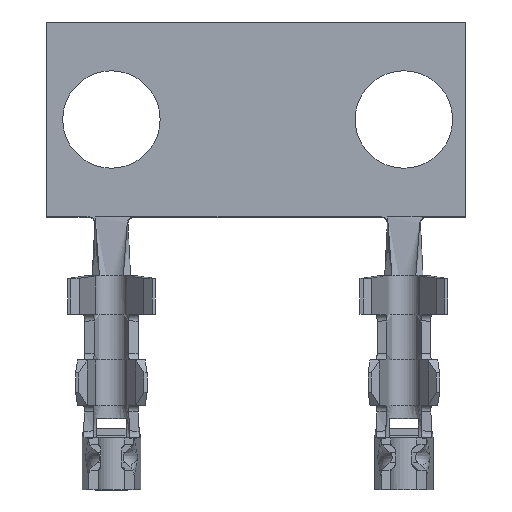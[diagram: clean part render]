
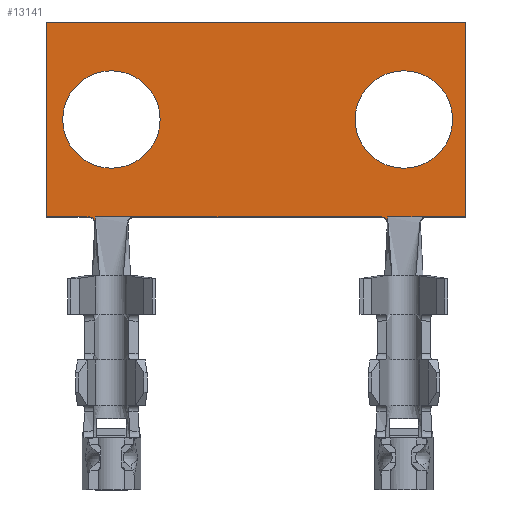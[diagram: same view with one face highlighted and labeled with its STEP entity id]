
A CAD part, top view. The second image highlights one B-rep face of the part: STEP entity #13141.
In plain terms, the highlighted planar face has unit normal (0, 0, 1).
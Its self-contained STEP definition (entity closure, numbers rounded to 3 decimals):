
#37=CARTESIAN_POINT('',(-1.,4.2,0.15));
#38=VERTEX_POINT('',#37);
#45=CARTESIAN_POINT('',(-1.,7.2,0.15));
#46=VERTEX_POINT('',#45);
#47=CARTESIAN_POINT('',(-1.,4.2,0.15));
#48=DIRECTION('',(0.,1.,0.));
#49=VECTOR('',#48,3.);
#50=LINE('',#47,#49);
#51=EDGE_CURVE('',#38,#46,#50,.T.);
#76=CARTESIAN_POINT('',(5.45,7.2,0.15));
#77=VERTEX_POINT('',#76);
#78=CARTESIAN_POINT('',(-1.,7.2,0.15));
#79=DIRECTION('',(1.,0.,0.));
#80=VECTOR('',#79,6.45);
#81=LINE('',#78,#80);
#82=EDGE_CURVE('',#46,#77,#81,.T.);
#106=CARTESIAN_POINT('',(5.45,4.2,0.15));
#107=VERTEX_POINT('',#106);
#123=CARTESIAN_POINT('',(5.45,7.2,0.15));
#124=DIRECTION('',(0.,-1.,0.));
#125=VECTOR('',#124,3.);
#126=LINE('',#123,#125);
#127=EDGE_CURVE('',#77,#107,#126,.T.);
#161=CARTESIAN_POINT('',(4.844,4.2,0.15));
#162=VERTEX_POINT('',#161);
#172=CARTESIAN_POINT('',(4.25,4.2,0.15));
#173=VERTEX_POINT('',#172);
#174=CARTESIAN_POINT('',(4.844,4.2,0.15));
#175=DIRECTION('',(-1.,0.,0.));
#176=VECTOR('',#175,0.594);
#177=LINE('',#174,#176);
#178=EDGE_CURVE('',#162,#173,#177,.T.);
#235=CARTESIAN_POINT('',(0.344,4.2,0.15));
#236=VERTEX_POINT('',#235);
#246=CARTESIAN_POINT('',(-0.25,4.2,0.15));
#247=VERTEX_POINT('',#246);
#248=CARTESIAN_POINT('',(0.344,4.2,0.15));
#249=DIRECTION('',(-1.,0.,0.));
#250=VECTOR('',#249,0.594);
#251=LINE('',#248,#250);
#252=EDGE_CURVE('',#236,#247,#251,.T.);
#12787=CARTESIAN_POINT('',(-0.244,4.106,0.15));
#12788=VERTEX_POINT('',#12787);
#12789=CARTESIAN_POINT('',(-0.344,4.2,0.15));
#12790=VERTEX_POINT('',#12789);
#12791=CARTESIAN_POINT('',(-0.244,4.106,0.15));
#12792=CARTESIAN_POINT('',(-0.247,4.159,0.15));
#12793=CARTESIAN_POINT('',(-0.291,4.2,0.15));
#12794=CARTESIAN_POINT('',(-0.344,4.2,0.15));
#12795=B_SPLINE_CURVE_WITH_KNOTS('',3,(#12791,#12792,#12793,#12794),.UNSPECIFIED.,.F.,.U.,(4,4),(0.,1.),.UNSPECIFIED.);
#12796=EDGE_CURVE('',#12788,#12790,#12795,.T.);
#12941=CARTESIAN_POINT('',(4.256,4.106,0.15));
#12942=VERTEX_POINT('',#12941);
#12943=CARTESIAN_POINT('',(4.156,4.2,0.15));
#12944=VERTEX_POINT('',#12943);
#12945=CARTESIAN_POINT('',(4.256,4.106,0.15));
#12946=CARTESIAN_POINT('',(4.253,4.159,0.15));
#12947=CARTESIAN_POINT('',(4.209,4.2,0.15));
#12948=CARTESIAN_POINT('',(4.156,4.2,0.15));
#12949=B_SPLINE_CURVE_WITH_KNOTS('',3,(#12945,#12946,#12947,#12948),.UNSPECIFIED.,.F.,.U.,(4,4),(0.,1.),.UNSPECIFIED.);
#12950=EDGE_CURVE('',#12942,#12944,#12949,.T.);
#12979=CARTESIAN_POINT('',(-0.25,4.2,0.15));
#12980=CARTESIAN_POINT('',(-0.247,4.153,0.15));
#12981=CARTESIAN_POINT('',(-0.244,4.106,0.15));
#12982=B_SPLINE_CURVE_WITH_KNOTS('',2,(#12979,#12980,#12981),.UNSPECIFIED.,.F.,.U.,(3,3),(0.,1.),.UNSPECIFIED.);
#12983=EDGE_CURVE('',#247,#12788,#12982,.T.);
#12997=CARTESIAN_POINT('',(4.25,4.2,0.15));
#12998=CARTESIAN_POINT('',(4.253,4.153,0.15));
#12999=CARTESIAN_POINT('',(4.256,4.106,0.15));
#13000=B_SPLINE_CURVE_WITH_KNOTS('',2,(#12997,#12998,#12999),.UNSPECIFIED.,.F.,.U.,(3,3),(0.,1.),.UNSPECIFIED.);
#13001=EDGE_CURVE('',#173,#12942,#13000,.T.);
#13028=CARTESIAN_POINT('',(4.156,4.2,0.15));
#13029=DIRECTION('',(-1.,0.,0.));
#13030=VECTOR('',#13029,3.812);
#13031=LINE('',#13028,#13030);
#13032=EDGE_CURVE('',#12944,#236,#13031,.T.);
#13056=CARTESIAN_POINT('',(-0.344,4.2,0.15));
#13057=DIRECTION('',(-1.,0.,0.));
#13058=VECTOR('',#13057,0.656);
#13059=LINE('',#13056,#13058);
#13060=EDGE_CURVE('',#12790,#38,#13059,.T.);
#13083=CARTESIAN_POINT('',(5.45,4.2,0.15));
#13084=DIRECTION('',(-1.,0.,0.));
#13085=VECTOR('',#13084,0.606);
#13086=LINE('',#13083,#13085);
#13087=EDGE_CURVE('',#107,#162,#13086,.T.);
#13100=CARTESIAN_POINT('',(2.675,5.325,0.15));
#13101=DIRECTION('',(1.,0.,0.));
#13102=DIRECTION('',(0.,0.,1.));
#13103=AXIS2_PLACEMENT_3D('',#13100,#13102,#13101);
#13104=PLANE('',#13103);
#13105=ORIENTED_EDGE('',*,*,#13060,.F.);
#13106=ORIENTED_EDGE('',*,*,#12796,.F.);
#13107=ORIENTED_EDGE('',*,*,#12983,.F.);
#13108=ORIENTED_EDGE('',*,*,#252,.F.);
#13109=ORIENTED_EDGE('',*,*,#13032,.F.);
#13110=ORIENTED_EDGE('',*,*,#12950,.F.);
#13111=ORIENTED_EDGE('',*,*,#13001,.F.);
#13112=ORIENTED_EDGE('',*,*,#178,.F.);
#13113=ORIENTED_EDGE('',*,*,#13087,.F.);
#13114=ORIENTED_EDGE('',*,*,#127,.F.);
#13115=ORIENTED_EDGE('',*,*,#82,.F.);
#13116=ORIENTED_EDGE('',*,*,#51,.F.);
#13117=EDGE_LOOP('',(#13105,#13106,#13107,#13108,#13109,#13110,#13111,#13112,#13113,#13114,#13115,#13116));
#13118=FACE_OUTER_BOUND('',#13117,.T.);
#13119=CARTESIAN_POINT('',(0.75,5.7,0.15));
#13120=VERTEX_POINT('',#13119);
#13121=CARTESIAN_POINT('',(0.,5.7,0.15));
#13122=DIRECTION('',(1.,0.,0.));
#13123=DIRECTION('',(0.,0.,-1.));
#13124=AXIS2_PLACEMENT_3D('',#13121,#13123,#13122);
#13125=CIRCLE('',#13124,0.75);
#13126=EDGE_CURVE('',#13120,#13120,#13125,.T.);
#13127=ORIENTED_EDGE('',*,*,#13126,.T.);
#13128=EDGE_LOOP('',(#13127));
#13129=FACE_BOUND('',#13128,.T.);
#13130=CARTESIAN_POINT('',(5.25,5.7,0.15));
#13131=VERTEX_POINT('',#13130);
#13132=CARTESIAN_POINT('',(4.5,5.7,0.15));
#13133=DIRECTION('',(1.,0.,0.));
#13134=DIRECTION('',(0.,0.,-1.));
#13135=AXIS2_PLACEMENT_3D('',#13132,#13134,#13133);
#13136=CIRCLE('',#13135,0.75);
#13137=EDGE_CURVE('',#13131,#13131,#13136,.T.);
#13138=ORIENTED_EDGE('',*,*,#13137,.T.);
#13139=EDGE_LOOP('',(#13138));
#13140=FACE_BOUND('',#13139,.T.);
#13141=ADVANCED_FACE('',(#13118,#13129,#13140),#13104,.T.);
